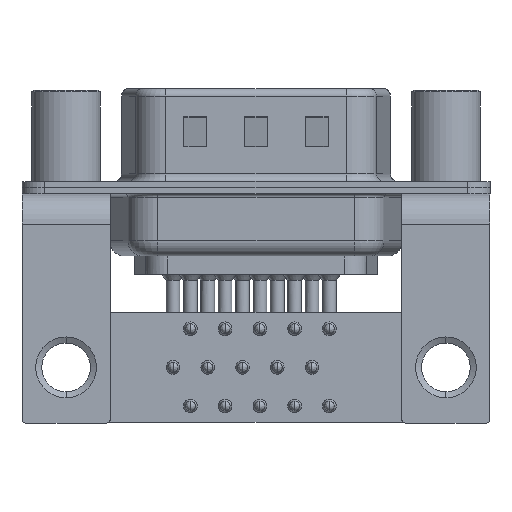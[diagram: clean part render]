
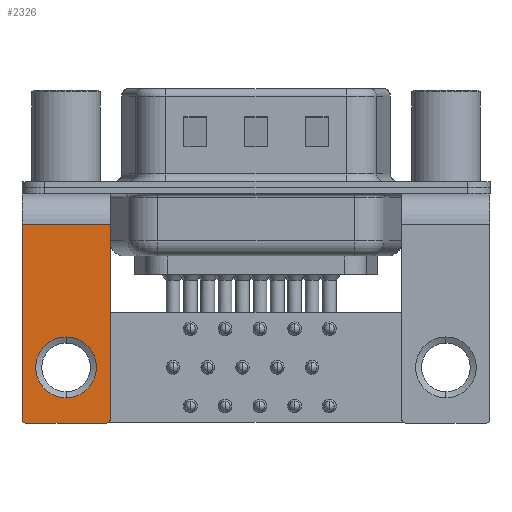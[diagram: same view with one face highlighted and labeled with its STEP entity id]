
A CAD part, front view. The second image highlights one B-rep face of the part: STEP entity #2326.
In plain terms, the highlighted planar face has unit normal (0, -1, 0).
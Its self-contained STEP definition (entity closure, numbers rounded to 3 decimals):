
#218 = ORIENTED_EDGE ( 'NONE', *, *, #10506, .T. ) ;
#346 = VERTEX_POINT ( 'NONE', #11422 ) ;
#617 = CIRCLE ( 'NONE', #18999, 2. ) ;
#816 = AXIS2_PLACEMENT_3D ( 'NONE', #25447, #12535, #27611 ) ;
#892 = FACE_OUTER_BOUND ( 'NONE', #27515, .T. ) ;
#1225 = LINE ( 'NONE', #13969, #24102 ) ;
#1645 = DIRECTION ( 'NONE',  ( -1., 0., 0. ) ) ;
#1663 = CARTESIAN_POINT ( 'NONE',  ( -2.65, -6.25, -15.5 ) ) ;
#2326 = ADVANCED_FACE ( 'NONE', ( #7227, #892 ), #11672, .F. ) ;
#2344 = CIRCLE ( 'NONE', #24576, 0.25 ) ;
#2784 = LINE ( 'NONE', #23058, #24303 ) ;
#2824 = CARTESIAN_POINT ( 'NONE',  ( 2.9, -6.25, -2.4 ) ) ;
#3260 = DIRECTION ( 'NONE',  ( 0., 1., 0. ) ) ;
#3484 = CARTESIAN_POINT ( 'NONE',  ( -2.9, -6.25, -15.25 ) ) ;
#3509 = VERTEX_POINT ( 'NONE', #7886 ) ;
#4221 = CIRCLE ( 'NONE', #816, 2. ) ;
#5988 = EDGE_CURVE ( 'NONE', #22328, #8168, #1225, .T. ) ;
#6293 = ORIENTED_EDGE ( 'NONE', *, *, #5988, .T. ) ;
#7227 = FACE_BOUND ( 'NONE', #17671, .T. ) ;
#7886 = CARTESIAN_POINT ( 'NONE',  ( 2.65, -6.25, -15.5 ) ) ;
#8018 = VECTOR ( 'NONE', #21458, 1000. ) ;
#8168 = VERTEX_POINT ( 'NONE', #3484 ) ;
#8193 = EDGE_CURVE ( 'NONE', #3509, #13521, #2784, .T. ) ;
#8240 = CARTESIAN_POINT ( 'NONE',  ( -2.9, -6.25, -2.4 ) ) ;
#8526 = CARTESIAN_POINT ( 'NONE',  ( 2.9, -6.25, -2.4 ) ) ;
#8966 = VECTOR ( 'NONE', #13973, 1000. ) ;
#9242 = DIRECTION ( 'NONE',  ( 0., -1., 0. ) ) ;
#9446 = CARTESIAN_POINT ( 'NONE',  ( -2.65, -6.25, -15.25 ) ) ;
#10506 = EDGE_CURVE ( 'NONE', #8168, #13521, #2344, .T. ) ;
#11422 = CARTESIAN_POINT ( 'NONE',  ( 0., -6.25, -13.83 ) ) ;
#11477 = VERTEX_POINT ( 'NONE', #16974 ) ;
#11641 = DIRECTION ( 'NONE',  ( 0., 0., 1. ) ) ;
#11672 = PLANE ( 'NONE',  #15618 ) ;
#11741 = EDGE_CURVE ( 'NONE', #27620, #346, #617, .T. ) ;
#11772 = CARTESIAN_POINT ( 'NONE',  ( 2.9, -6.25, -2.4 ) ) ;
#11811 = ORIENTED_EDGE ( 'NONE', *, *, #8193, .F. ) ;
#11994 = CARTESIAN_POINT ( 'NONE',  ( 2.9, -6.25, -2.4 ) ) ;
#12535 = DIRECTION ( 'NONE',  ( 0., 1., 0. ) ) ;
#12827 = CARTESIAN_POINT ( 'NONE',  ( 0., -6.25, -9.83 ) ) ;
#13521 = VERTEX_POINT ( 'NONE', #1663 ) ;
#13856 = EDGE_CURVE ( 'NONE', #14606, #22328, #16041, .T. ) ;
#13969 = CARTESIAN_POINT ( 'NONE',  ( -2.9, -6.25, -2.4 ) ) ;
#13973 = DIRECTION ( 'NONE',  ( -1., 0., 0. ) ) ;
#14458 = LINE ( 'NONE', #8526, #8018 ) ;
#14580 = EDGE_CURVE ( 'NONE', #3509, #11477, #21450, .T. ) ;
#14606 = VERTEX_POINT ( 'NONE', #2824 ) ;
#15540 = EDGE_CURVE ( 'NONE', #346, #27620, #4221, .T. ) ;
#15618 = AXIS2_PLACEMENT_3D ( 'NONE', #11994, #16304, #20141 ) ;
#16041 = LINE ( 'NONE', #11772, #8966 ) ;
#16085 = CARTESIAN_POINT ( 'NONE',  ( 0., -6.25, -11.83 ) ) ;
#16304 = DIRECTION ( 'NONE',  ( 0., 1., 0. ) ) ;
#16974 = CARTESIAN_POINT ( 'NONE',  ( 2.9, -6.25, -15.25 ) ) ;
#17671 = EDGE_LOOP ( 'NONE', ( #24332, #19547 ) ) ;
#18249 = DIRECTION ( 'NONE',  ( 0., 0., 1. ) ) ;
#18999 = AXIS2_PLACEMENT_3D ( 'NONE', #16085, #3260, #18249 ) ;
#19513 = ORIENTED_EDGE ( 'NONE', *, *, #20535, .F. ) ;
#19547 = ORIENTED_EDGE ( 'NONE', *, *, #11741, .T. ) ;
#20141 = DIRECTION ( 'NONE',  ( 0., 0., 1. ) ) ;
#20535 = EDGE_CURVE ( 'NONE', #14606, #11477, #14458, .T. ) ;
#21450 = CIRCLE ( 'NONE', #21708, 0.25 ) ;
#21454 = ORIENTED_EDGE ( 'NONE', *, *, #13856, .T. ) ;
#21458 = DIRECTION ( 'NONE',  ( 0., 0., -1. ) ) ;
#21708 = AXIS2_PLACEMENT_3D ( 'NONE', #22180, #9242, #24339 ) ;
#22180 = CARTESIAN_POINT ( 'NONE',  ( 2.65, -6.25, -15.25 ) ) ;
#22328 = VERTEX_POINT ( 'NONE', #8240 ) ;
#22760 = DIRECTION ( 'NONE',  ( 0., 0., -1. ) ) ;
#23058 = CARTESIAN_POINT ( 'NONE',  ( 2.9, -6.25, -15.5 ) ) ;
#24102 = VECTOR ( 'NONE', #22760, 1000. ) ;
#24303 = VECTOR ( 'NONE', #1645, 1000. ) ;
#24332 = ORIENTED_EDGE ( 'NONE', *, *, #15540, .T. ) ;
#24339 = DIRECTION ( 'NONE',  ( 0., 0., 1. ) ) ;
#24555 = DIRECTION ( 'NONE',  ( 0., -1., 0. ) ) ;
#24576 = AXIS2_PLACEMENT_3D ( 'NONE', #9446, #24555, #11641 ) ;
#25447 = CARTESIAN_POINT ( 'NONE',  ( 0., -6.25, -11.83 ) ) ;
#27373 = ORIENTED_EDGE ( 'NONE', *, *, #14580, .T. ) ;
#27515 = EDGE_LOOP ( 'NONE', ( #6293, #218, #11811, #27373, #19513, #21454 ) ) ;
#27611 = DIRECTION ( 'NONE',  ( 0., 0., 1. ) ) ;
#27620 = VERTEX_POINT ( 'NONE', #12827 ) ;
